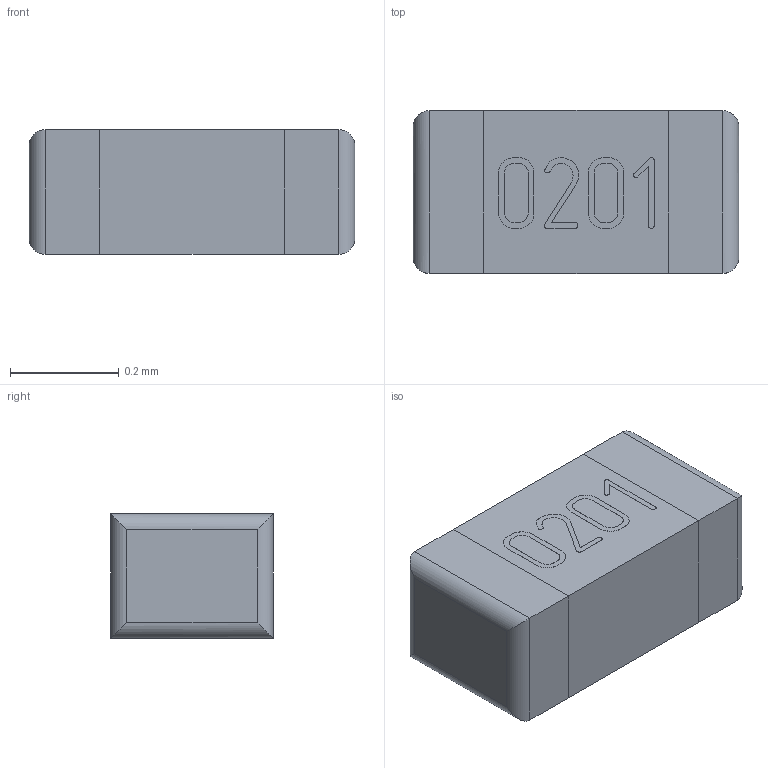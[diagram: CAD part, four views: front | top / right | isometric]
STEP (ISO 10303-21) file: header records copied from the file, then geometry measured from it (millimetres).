
FILE_DESCRIPTION (( 'STEP AP214' ), '1' );
FILE_NAME ('0201.STEP', '2019-01-16T09:04:30', ( '' ), ( '' ), 'SwSTEP 2.0', 'SolidWorks 2018', '' );
FILE_SCHEMA (( 'AUTOMOTIVE_DESIGN' ));
Length unit declared in the file: millimetre
Products named in the file (3): 0201; 櫻蠉錪2; 櫻蠉錪1
Assembly tree (3 placements, depth 2):
  0201
    櫻蠉錪1
    櫻蠉錪2  x2
Bounding box: 0.6 x 0.3 x 0.23 mm (x, y, z)
Volume: 0 mm3; surface area: 1 mm2
Topology: 3 solids, 3 shells, 94 faces, 238 edges, 156 vertices
Faces by surface type: plane 49, bspline 37, cylinder 8
Entity records: 4724 total; most frequent: CARTESIAN_POINT 2093, ORIENTED_EDGE 436, DIRECTION 246, EDGE_CURVE 218, VERTEX_POINT 144, VECTOR 140, LINE 140, EDGE_LOOP 90
